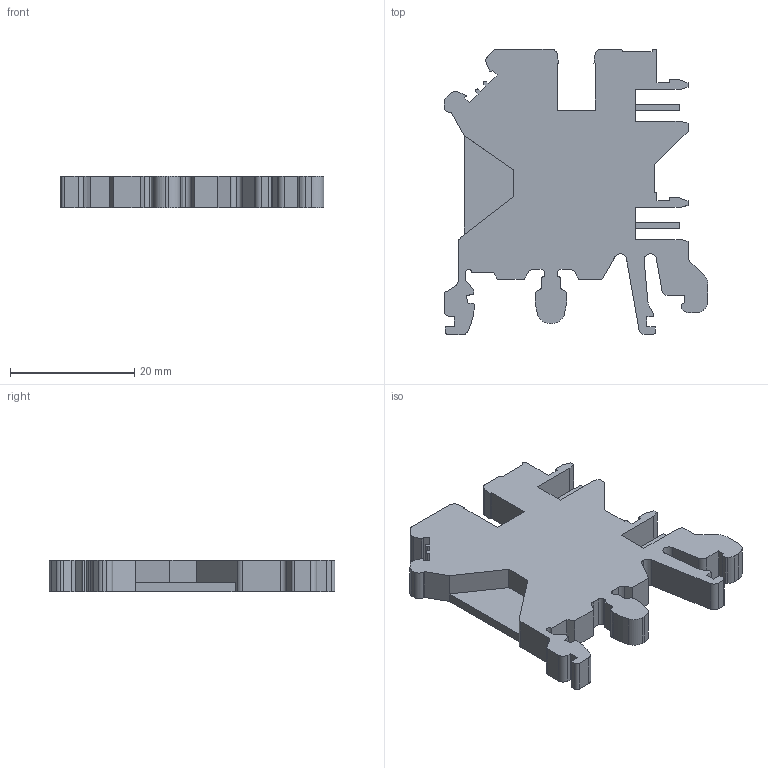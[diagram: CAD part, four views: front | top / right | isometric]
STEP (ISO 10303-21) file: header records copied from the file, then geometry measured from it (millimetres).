
FILE_DESCRIPTION(('OneSpaceDesigner STEP Export'),'2;1');
FILE_NAME('3002034_uk3_mstb_508_select.stp','2004-10-13T13:18:32',(''),(''),'OneSpace Designer STEP processor (Jan. 2003) for AP203(Solid Model)','OneSpace Designer 12.01C 26-Mar-2004 (C) CoCreate Software GmbH','');
FILE_SCHEMA(('CONFIG_CONTROL_DESIGN'));
Length unit declared in the file: millimetre
Products named in the file (2): 3002034_uk3_mstb_508_select
Assembly tree (1 placements, depth 2):
  3002034_uk3_mstb_508_select
    3002034_uk3_mstb_508_select
Bounding box: 42.45 x 45.9 x 5.08 mm (x, y, z)
Volume: 5684.4 mm3; surface area: 4080.5 mm2
Topology: 1 solids, 1 shells, 178 faces, 518 edges, 345 vertices
Faces by surface type: plane 120, cylinder 58
Entity records: 7372 total; most frequent: ORIENTED_EDGE 1036, CARTESIAN_POINT 1019, DIRECTION 946, EDGE_CURVE 518, VECTOR 402, LINE 402, VERTEX_POINT 345, AXIS2_PLACEMENT_3D 272
